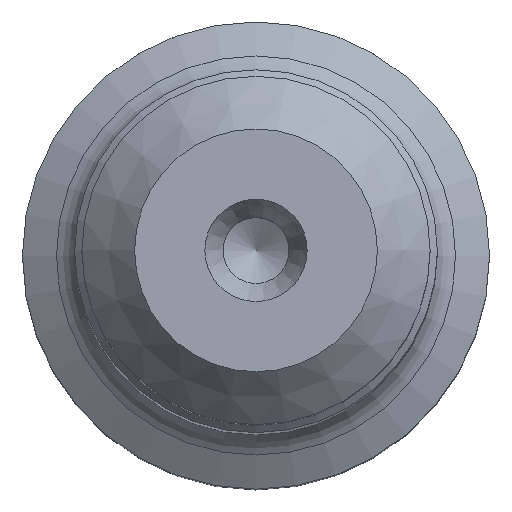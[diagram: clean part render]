
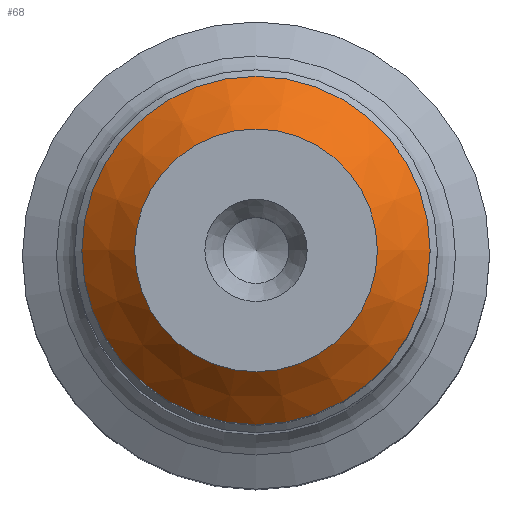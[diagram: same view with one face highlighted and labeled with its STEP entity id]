
A CAD part, top view. The second image highlights one B-rep face of the part: STEP entity #68.
In plain terms, the highlighted conical face has half-angle 45 degrees and reference radius 3.68 mm.
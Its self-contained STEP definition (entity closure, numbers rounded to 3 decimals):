
#51=CONICAL_SURFACE('',#333,3.68,45.);
#68=ADVANCED_FACE('',(#104,#105),#51,.T.);
#104=FACE_BOUND('',#144,.T.);
#105=FACE_BOUND('',#145,.T.);
#144=EDGE_LOOP('',(#184));
#145=EDGE_LOOP('',(#185));
#184=ORIENTED_EDGE('',*,*,#240,.F.);
#185=ORIENTED_EDGE('',*,*,#241,.T.);
#218=VERTEX_POINT('',#508);
#219=VERTEX_POINT('',#511);
#240=EDGE_CURVE('',#218,#218,#260,.T.);
#241=EDGE_CURVE('',#219,#219,#261,.T.);
#260=CIRCLE('',#330,3.68);
#261=CIRCLE('',#332,5.28);
#330=AXIS2_PLACEMENT_3D('',#507,#394,#395);
#332=AXIS2_PLACEMENT_3D('',#510,#398,#399);
#333=AXIS2_PLACEMENT_3D('',#512,#400,#401);
#394=DIRECTION('',(0.,0.,1.));
#395=DIRECTION('',(1.,0.,0.));
#398=DIRECTION('',(0.,0.,1.));
#399=DIRECTION('',(-1.,0.,0.));
#400=DIRECTION('',(0.,0.,-1.));
#401=DIRECTION('',(-1.,0.,0.));
#507=CARTESIAN_POINT('',(0.,0.,0.));
#508=CARTESIAN_POINT('',(3.68,0.,0.));
#510=CARTESIAN_POINT('',(0.,0.,-1.6));
#511=CARTESIAN_POINT('',(-5.28,0.,-1.6));
#512=CARTESIAN_POINT('',(0.,0.,0.));
